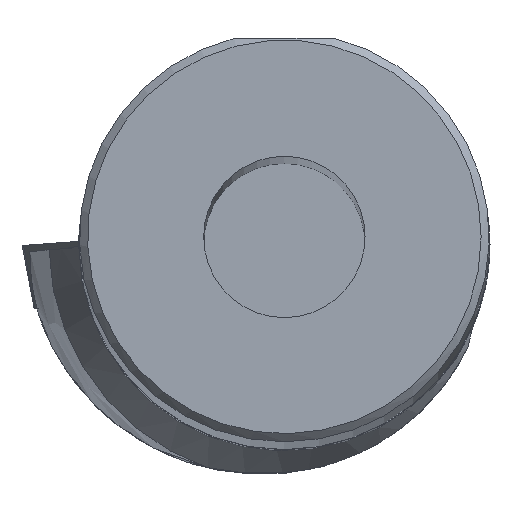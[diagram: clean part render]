
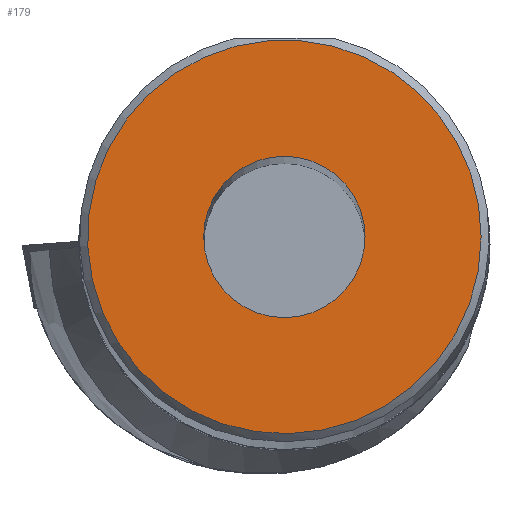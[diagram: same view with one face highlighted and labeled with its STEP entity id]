
A CAD part, top view. The second image highlights one B-rep face of the part: STEP entity #179.
In plain terms, the highlighted planar face has unit normal (0, 0, 1).
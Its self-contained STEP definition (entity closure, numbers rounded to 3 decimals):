
#179=ADVANCED_FACE('',(#295,#296),#205,.T.);
#205=PLANE('',#800);
#295=FACE_BOUND('',#342,.T.);
#296=FACE_BOUND('',#343,.T.);
#342=EDGE_LOOP('',(#461));
#343=EDGE_LOOP('',(#462));
#461=ORIENTED_EDGE('',*,*,#640,.F.);
#462=ORIENTED_EDGE('',*,*,#634,.T.);
#565=VERTEX_POINT('',#1264);
#570=VERTEX_POINT('',#1280);
#634=EDGE_CURVE('',#565,#565,#677,.T.);
#640=EDGE_CURVE('',#570,#570,#680,.T.);
#677=CIRCLE('',#794,12.194);
#680=CIRCLE('',#799,5.);
#794=AXIS2_PLACEMENT_3D('',#1263,#939,#940);
#799=AXIS2_PLACEMENT_3D('',#1279,#951,#952);
#800=AXIS2_PLACEMENT_3D('',#1281,#953,#954);
#939=DIRECTION('',(0.,0.,1.));
#940=DIRECTION('',(1.,0.,0.));
#951=DIRECTION('',(0.,0.,1.));
#952=DIRECTION('',(1.,0.,0.));
#953=DIRECTION('',(0.,0.,1.));
#954=DIRECTION('',(1.,0.,0.));
#1263=CARTESIAN_POINT('',(0.,0.,
0.));
#1264=CARTESIAN_POINT('',(12.194,0.,0.));
#1279=CARTESIAN_POINT('',(0.,0.,0.));
#1280=CARTESIAN_POINT('',(5.,0.,0.));
#1281=CARTESIAN_POINT('',(0.,0.,0.));
